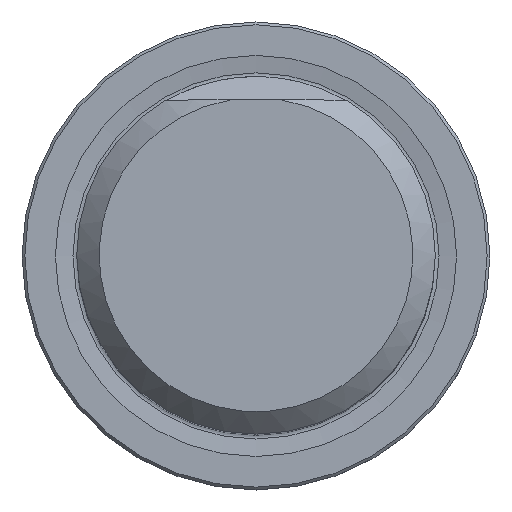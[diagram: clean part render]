
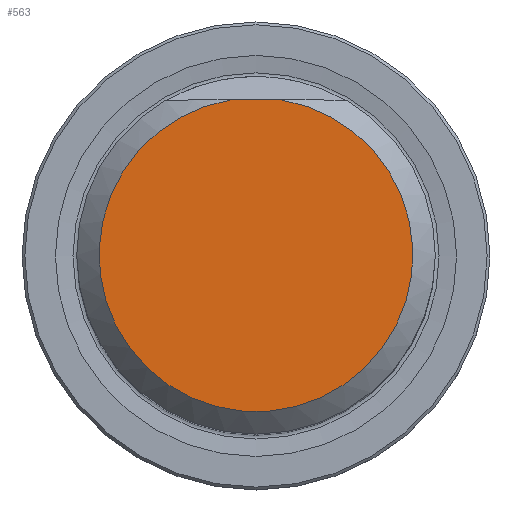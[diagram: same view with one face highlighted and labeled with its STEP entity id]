
A CAD part, top view. The second image highlights one B-rep face of the part: STEP entity #563.
In plain terms, the highlighted planar face has unit normal (0, 0, 1).
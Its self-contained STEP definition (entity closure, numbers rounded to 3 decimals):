
#254=PLANE('',#5695);
#563=ADVANCED_FACE('',(#985),#254,.T.);
#985=FACE_OUTER_BOUND('',#1274,.T.);
#1274=EDGE_LOOP('',(#2573,#2574));
#1613=CIRCLE('',#5694,13.996);
#1785=LINE('',#8277,#2118);
#2118=VECTOR('',#6419,1.);
#2573=ORIENTED_EDGE('',*,*,#4764,.F.);
#2574=ORIENTED_EDGE('',*,*,#4765,.T.);
#4185=VERTEX_POINT('',#8278);
#4186=VERTEX_POINT('',#8279);
#4764=EDGE_CURVE('',#4185,#4186,#1785,.T.);
#4765=EDGE_CURVE('',#4185,#4186,#1613,.T.);
#5694=AXIS2_PLACEMENT_3D('',#8280,#6420,#6421);
#5695=AXIS2_PLACEMENT_3D('',#8281,#6422,#6423);
#6419=DIRECTION('',(1.,0.,0.));
#6420=DIRECTION('',(0.,0.,1.));
#6421=DIRECTION('',(0.,-1.,0.));
#6422=DIRECTION('',(0.,0.,1.));
#6423=DIRECTION('',(0.,-1.,0.));
#8277=CARTESIAN_POINT('',(0.,13.809,60.));
#8278=CARTESIAN_POINT('',(-2.28,13.809,60.));
#8279=CARTESIAN_POINT('',(2.28,13.809,60.));
#8280=CARTESIAN_POINT('',(0.,0.,60.));
#8281=CARTESIAN_POINT('',(0.,0.,60.));
